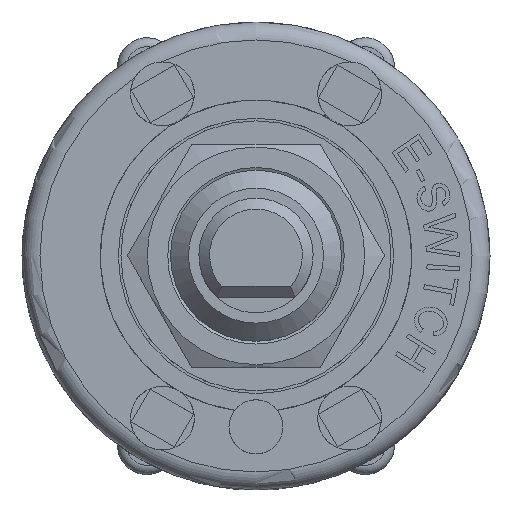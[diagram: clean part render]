
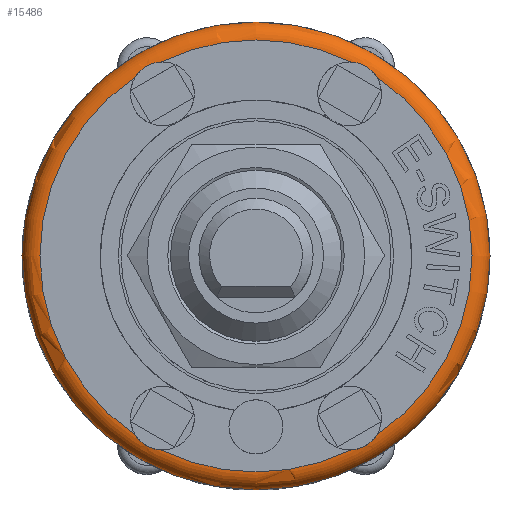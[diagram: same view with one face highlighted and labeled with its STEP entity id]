
A CAD part, top view. The second image highlights one B-rep face of the part: STEP entity #15486.
In plain terms, the highlighted toroidal (fillet/blend) face has major radius 12 mm and minor radius 1 mm.
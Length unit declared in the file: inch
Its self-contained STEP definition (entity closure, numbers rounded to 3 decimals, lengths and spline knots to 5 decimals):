
#28=TOROIDAL_SURFACE('',#16381,0.47244,0.03937);
#1203=B_SPLINE_CURVE_WITH_KNOTS('',3,(#26595,#26596,#26597,#26598,#26599,
#26600,#26601,#26602,#26603,#26604,#26605,#26606),.UNSPECIFIED.,.F.,.F.,
(4,2,2,2,2,4),(-0.26924,-0.24463,-0.21597,
-0.19207,-0.16451,-0.13568),.UNSPECIFIED.);
#1204=B_SPLINE_CURVE_WITH_KNOTS('',3,(#26618,#26619,#26620,#26621,#26622,
#26623,#26624,#26625,#26626,#26627,#26628,#26629),.UNSPECIFIED.,.F.,.F.,
(4,2,2,2,2,4),(-0.26924,-0.24463,-0.21597,
-0.19207,-0.16451,-0.13568),.UNSPECIFIED.);
#1205=B_SPLINE_CURVE_WITH_KNOTS('',3,(#26646,#26647,#26648,#26649,#26650,
#26651,#26652,#26653,#26654,#26655,#26656,#26657),.UNSPECIFIED.,.F.,.F.,
(4,2,2,2,2,4),(-0.26924,-0.24463,-0.21597,
-0.19207,-0.16451,-0.13568),.UNSPECIFIED.);
#1206=B_SPLINE_CURVE_WITH_KNOTS('',3,(#26679,#26680,#26681,#26682,#26683,
#26684,#26685,#26686,#26687,#26688,#26689,#26690),.UNSPECIFIED.,.F.,.F.,
(4,2,2,2,2,4),(-0.26924,-0.24463,-0.21597,
-0.19207,-0.16451,-0.13568),.UNSPECIFIED.);
#1965=FACE_OUTER_BOUND('',#2878,.T.);
#2878=EDGE_LOOP('',(#14232,#14233,#14234,#14235,#14236,#14237,#14238,#14239,
#14240,#14241,#14242,#14243));
#6378=CIRCLE('',#16334,0.51181);
#6405=CIRCLE('',#16382,0.03937);
#6406=CIRCLE('',#16383,0.47244);
#6407=CIRCLE('',#16384,0.47244);
#6408=CIRCLE('',#16385,0.47244);
#6409=CIRCLE('',#16386,0.47244);
#6410=CIRCLE('',#16387,0.47244);
#7804=VERTEX_POINT('',#26557);
#7812=VERTEX_POINT('',#26593);
#7813=VERTEX_POINT('',#26594);
#7816=VERTEX_POINT('',#26616);
#7817=VERTEX_POINT('',#26617);
#7822=VERTEX_POINT('',#26644);
#7823=VERTEX_POINT('',#26645);
#7830=VERTEX_POINT('',#26677);
#7831=VERTEX_POINT('',#26678);
#7834=VERTEX_POINT('',#26700);
#9983=EDGE_CURVE('',#7804,#7804,#6378,.T.);
#10001=EDGE_CURVE('',#7812,#7813,#1203,.T.);
#10007=EDGE_CURVE('',#7816,#7817,#1204,.T.);
#10015=EDGE_CURVE('',#7822,#7823,#1205,.T.);
#10025=EDGE_CURVE('',#7830,#7831,#1206,.T.);
#10031=EDGE_CURVE('',#7804,#7834,#6405,.T.);
#10032=EDGE_CURVE('',#7834,#7822,#6406,.T.);
#10033=EDGE_CURVE('',#7823,#7816,#6407,.T.);
#10034=EDGE_CURVE('',#7817,#7812,#6408,.T.);
#10035=EDGE_CURVE('',#7813,#7830,#6409,.T.);
#10036=EDGE_CURVE('',#7831,#7834,#6410,.T.);
#14232=ORIENTED_EDGE('',*,*,#9983,.T.);
#14233=ORIENTED_EDGE('',*,*,#10031,.T.);
#14234=ORIENTED_EDGE('',*,*,#10032,.T.);
#14235=ORIENTED_EDGE('',*,*,#10015,.T.);
#14236=ORIENTED_EDGE('',*,*,#10033,.T.);
#14237=ORIENTED_EDGE('',*,*,#10007,.T.);
#14238=ORIENTED_EDGE('',*,*,#10034,.T.);
#14239=ORIENTED_EDGE('',*,*,#10001,.T.);
#14240=ORIENTED_EDGE('',*,*,#10035,.T.);
#14241=ORIENTED_EDGE('',*,*,#10025,.T.);
#14242=ORIENTED_EDGE('',*,*,#10036,.T.);
#14243=ORIENTED_EDGE('',*,*,#10031,.F.);
#15486=ADVANCED_FACE('',(#1965),#28,.T.);
#16334=AXIS2_PLACEMENT_3D('',#26558,#19542,#19543);
#16381=AXIS2_PLACEMENT_3D('',#26699,#19653,#19654);
#16382=AXIS2_PLACEMENT_3D('',#26701,#19655,#19656);
#16383=AXIS2_PLACEMENT_3D('',#26702,#19657,#19658);
#16384=AXIS2_PLACEMENT_3D('',#26703,#19659,#19660);
#16385=AXIS2_PLACEMENT_3D('',#26704,#19661,#19662);
#16386=AXIS2_PLACEMENT_3D('',#26705,#19663,#19664);
#16387=AXIS2_PLACEMENT_3D('',#26706,#19665,#19666);
#19542=DIRECTION('center_axis',(0.,0.,1.));
#19543=DIRECTION('ref_axis',(-1.,0.,0.));
#19653=DIRECTION('center_axis',(0.,0.,-1.));
#19654=DIRECTION('ref_axis',(-1.,0.,0.));
#19655=DIRECTION('center_axis',(0.,-1.,0.));
#19656=DIRECTION('ref_axis',(1.,0.,0.));
#19657=DIRECTION('center_axis',(0.,0.,-1.));
#19658=DIRECTION('ref_axis',(-1.,0.,0.));
#19659=DIRECTION('center_axis',(0.,0.,-1.));
#19660=DIRECTION('ref_axis',(-1.,0.,0.));
#19661=DIRECTION('center_axis',(0.,0.,-1.));
#19662=DIRECTION('ref_axis',(-1.,0.,0.));
#19663=DIRECTION('center_axis',(0.,0.,-1.));
#19664=DIRECTION('ref_axis',(-1.,0.,0.));
#19665=DIRECTION('center_axis',(0.,0.,-1.));
#19666=DIRECTION('ref_axis',(-1.,0.,0.));
#26557=CARTESIAN_POINT('',(0.51181,0.,0.37402));
#26558=CARTESIAN_POINT('Origin',(0.,0.,0.37402));
#26593=CARTESIAN_POINT('',(-0.26379,0.39194,0.41339));
#26594=CARTESIAN_POINT('',(-0.20753,0.42442,0.41339));
#26595=CARTESIAN_POINT('Ctrl Pts',(-0.26379,0.39194,
0.41339));
#26596=CARTESIAN_POINT('Ctrl Pts',(-0.26165,0.39532,
0.41339));
#26597=CARTESIAN_POINT('Ctrl Pts',(-0.25918,0.39859,
0.41329));
#26598=CARTESIAN_POINT('Ctrl Pts',(-0.25306,0.40529,
0.41304));
#26599=CARTESIAN_POINT('Ctrl Pts',(-0.2494,0.40855,
0.4129));
#26600=CARTESIAN_POINT('Ctrl Pts',(-0.24211,0.41377,
0.41277));
#26601=CARTESIAN_POINT('Ctrl Pts',(-0.2386,0.41585,
0.41276));
#26602=CARTESIAN_POINT('Ctrl Pts',(-0.23069,0.41964,
0.41286));
#26603=CARTESIAN_POINT('Ctrl Pts',(-0.22626,0.42124,
0.41299));
#26604=CARTESIAN_POINT('Ctrl Pts',(-0.21694,0.42357,
0.41325));
#26605=CARTESIAN_POINT('Ctrl Pts',(-0.21219,0.42423,
0.41339));
#26606=CARTESIAN_POINT('Ctrl Pts',(-0.20753,0.42442,
0.41339));
#26616=CARTESIAN_POINT('',(-0.20753,-0.42442,0.41339));
#26617=CARTESIAN_POINT('',(-0.26379,-0.39194,0.41339));
#26618=CARTESIAN_POINT('Ctrl Pts',(-0.20753,-0.42442,
0.41339));
#26619=CARTESIAN_POINT('Ctrl Pts',(-0.21153,-0.42426,
0.41339));
#26620=CARTESIAN_POINT('Ctrl Pts',(-0.2156,-0.42375,
0.41329));
#26621=CARTESIAN_POINT('Ctrl Pts',(-0.22446,-0.42181,
0.41304));
#26622=CARTESIAN_POINT('Ctrl Pts',(-0.22911,-0.42026,
0.4129));
#26623=CARTESIAN_POINT('Ctrl Pts',(-0.23728,-0.41656,
0.41277));
#26624=CARTESIAN_POINT('Ctrl Pts',(-0.24084,-0.41456,
0.41276));
#26625=CARTESIAN_POINT('Ctrl Pts',(-0.24808,-0.4096,
0.41286));
#26626=CARTESIAN_POINT('Ctrl Pts',(-0.25168,-0.40656,
0.41299));
#26627=CARTESIAN_POINT('Ctrl Pts',(-0.25836,-0.39966,
0.41325));
#26628=CARTESIAN_POINT('Ctrl Pts',(-0.2613,-0.39588,
0.41339));
#26629=CARTESIAN_POINT('Ctrl Pts',(-0.26379,-0.39194,
0.41339));
#26644=CARTESIAN_POINT('',(0.26379,-0.39194,0.41339));
#26645=CARTESIAN_POINT('',(0.20753,-0.42442,0.41339));
#26646=CARTESIAN_POINT('Ctrl Pts',(0.26379,-0.39194,
0.41339));
#26647=CARTESIAN_POINT('Ctrl Pts',(0.26165,-0.39532,
0.41339));
#26648=CARTESIAN_POINT('Ctrl Pts',(0.25918,-0.39859,
0.41329));
#26649=CARTESIAN_POINT('Ctrl Pts',(0.25306,-0.40529,
0.41304));
#26650=CARTESIAN_POINT('Ctrl Pts',(0.2494,-0.40855,
0.4129));
#26651=CARTESIAN_POINT('Ctrl Pts',(0.24211,-0.41377,
0.41277));
#26652=CARTESIAN_POINT('Ctrl Pts',(0.2386,-0.41585,
0.41276));
#26653=CARTESIAN_POINT('Ctrl Pts',(0.23069,-0.41964,
0.41286));
#26654=CARTESIAN_POINT('Ctrl Pts',(0.22626,-0.42124,
0.41299));
#26655=CARTESIAN_POINT('Ctrl Pts',(0.21694,-0.42357,
0.41325));
#26656=CARTESIAN_POINT('Ctrl Pts',(0.21219,-0.42423,
0.41339));
#26657=CARTESIAN_POINT('Ctrl Pts',(0.20753,-0.42442,
0.41339));
#26677=CARTESIAN_POINT('',(0.20753,0.42442,0.41339));
#26678=CARTESIAN_POINT('',(0.26379,0.39194,0.41339));
#26679=CARTESIAN_POINT('Ctrl Pts',(0.20753,0.42442,0.41339));
#26680=CARTESIAN_POINT('Ctrl Pts',(0.21153,0.42426,
0.41339));
#26681=CARTESIAN_POINT('Ctrl Pts',(0.2156,0.42375,
0.41329));
#26682=CARTESIAN_POINT('Ctrl Pts',(0.22446,0.42181,0.41304));
#26683=CARTESIAN_POINT('Ctrl Pts',(0.22911,0.42026,
0.4129));
#26684=CARTESIAN_POINT('Ctrl Pts',(0.23728,0.41656,0.41277));
#26685=CARTESIAN_POINT('Ctrl Pts',(0.24084,0.41456,
0.41276));
#26686=CARTESIAN_POINT('Ctrl Pts',(0.24808,0.4096,
0.41286));
#26687=CARTESIAN_POINT('Ctrl Pts',(0.25168,0.40656,
0.41299));
#26688=CARTESIAN_POINT('Ctrl Pts',(0.25836,0.39966,
0.41325));
#26689=CARTESIAN_POINT('Ctrl Pts',(0.2613,0.39588,
0.41339));
#26690=CARTESIAN_POINT('Ctrl Pts',(0.26379,0.39194,
0.41339));
#26699=CARTESIAN_POINT('Origin',(0.,0.,0.37402));
#26700=CARTESIAN_POINT('',(0.47244,0.,0.41339));
#26701=CARTESIAN_POINT('Origin',(0.47244,0.,
0.37402));
#26702=CARTESIAN_POINT('Origin',(0.,0.,0.41339));
#26703=CARTESIAN_POINT('Origin',(0.,0.,0.41339));
#26704=CARTESIAN_POINT('Origin',(0.,0.,0.41339));
#26705=CARTESIAN_POINT('Origin',(0.,0.,0.41339));
#26706=CARTESIAN_POINT('Origin',(0.,0.,0.41339));
